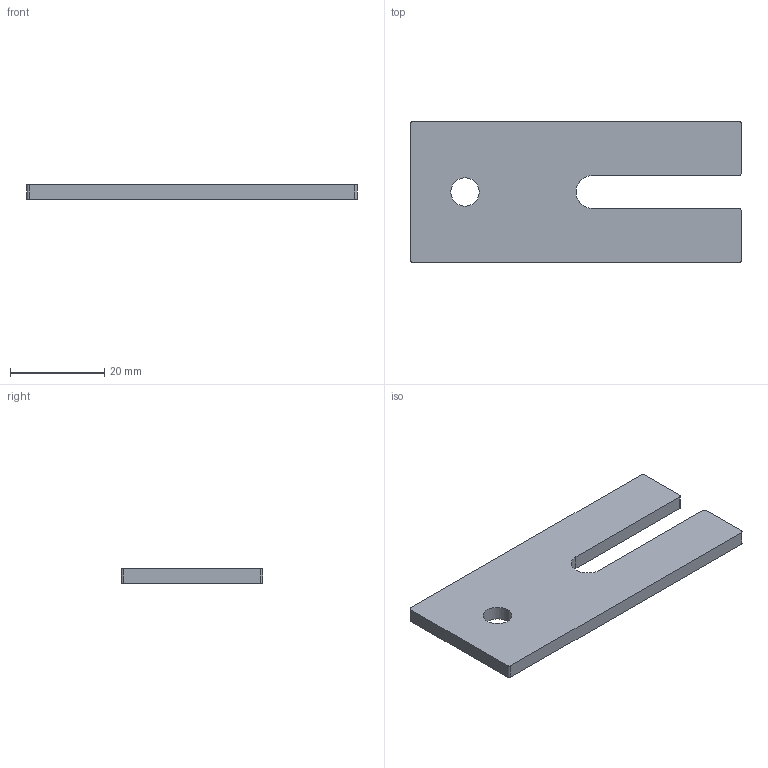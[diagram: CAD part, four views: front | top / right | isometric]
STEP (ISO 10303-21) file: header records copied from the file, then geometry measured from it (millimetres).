
FILE_DESCRIPTION(/* description */ ('PIATTO FIX 70X30X3 CON ASOLA L=35'),/* implementation_level */ '2;1');
FILE_NAME(/* name */ 'DPSXX0000992.stp',/* time_stamp */ '2022-11-21T09:59:12+01:00',/* author */ ('tecnico7'),/* organization */ (''),/* preprocessor_version */ 'ST-DEVELOPER v18.1',/* originating_system */ 'Autodesk Inventor 2022',/* authorisation */ '');
FILE_SCHEMA (('AUTOMOTIVE_DESIGN { 1 0 10303 214 3 1 1 }'));
Length unit declared in the file: millimetre
Products named in the file (1): DPSXX0000992
Bounding box: 70 x 30 x 3 mm (x, y, z)
Volume: 5495 mm3; surface area: 4517 mm2
Topology: 1 solids, 1 shells, 17 faces, 45 edges, 30 vertices
Faces by surface type: plane 9, cylinder 8
Full cylindrical faces by diameter (mm): 6 x1
Entity records: 582 total; most frequent: DIRECTION 97, CARTESIAN_POINT 93, ORIENTED_EDGE 90, EDGE_CURVE 45, AXIS2_PLACEMENT_3D 34, VERTEX_POINT 30, LINE 29, VECTOR 29
